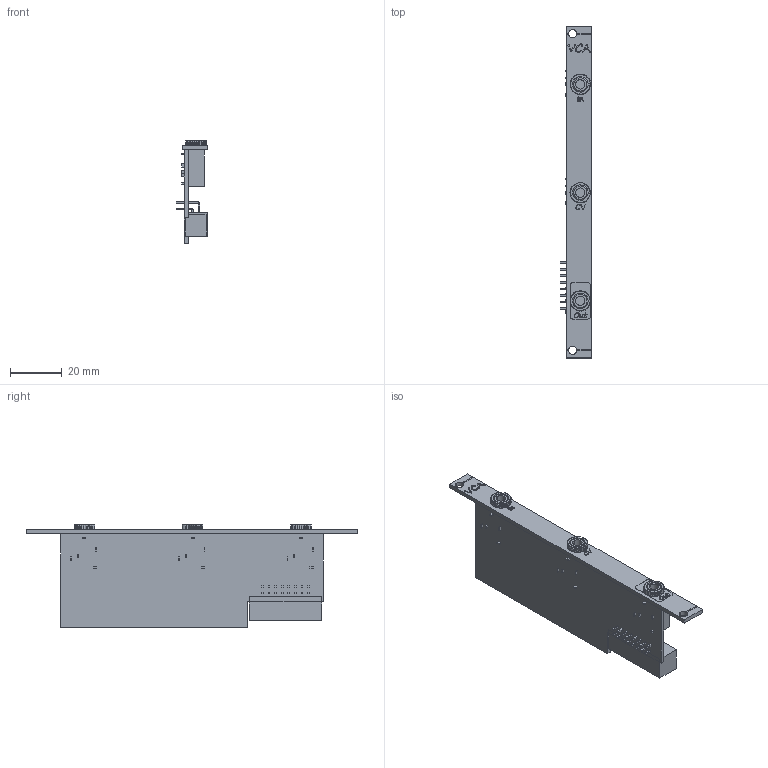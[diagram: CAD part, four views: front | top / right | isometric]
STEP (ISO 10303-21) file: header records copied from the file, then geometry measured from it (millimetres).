
FILE_DESCRIPTION (( 'STEP AP214' ), '1' );
FILE_NAME ('Buffered Multiple.STEP', '2021-06-18T03:41:49', ( '' ), ( '' ), 'SwSTEP 2.0', 'SolidWorks 2020', '' );
FILE_SCHEMA (( 'AUTOMOTIVE_DESIGN' ));
Length unit declared in the file: millimetre
Products named in the file (6): PJ324M; Wannenstecker Buchse gewinkelt 2x8; Buffered Multiple; ID_1_2; Teil4^Buffered Multiple; Slimline VCA Frontpanel
Assembly tree (9 placements, depth 2):
  Buffered Multiple
    Slimline VCA Frontpanel
    PJ324M  x3
    Teil4^Buffered Multiple
    ID_1_2  x3
    Wannenstecker Buchse gewinkelt 2x8
Bounding box: 12.15 x 128.5 x 39.8 mm (x, y, z)
Volume: 11198.6 mm3; surface area: 15320.1 mm2
Topology: 25 solids, 25 shells, 1002 faces, 2690 edges, 1769 vertices
Faces by surface type: plane 577, cone 195, bspline 166, cylinder 64
Entity records: 31347 total; most frequent: CARTESIAN_POINT 11887, ORIENTED_EDGE 3388, DIRECTION 2399, EDGE_CURVE 1694, VERTEX_POINT 1107, LINE 1065, VECTOR 1065, EDGE_LOOP 679
